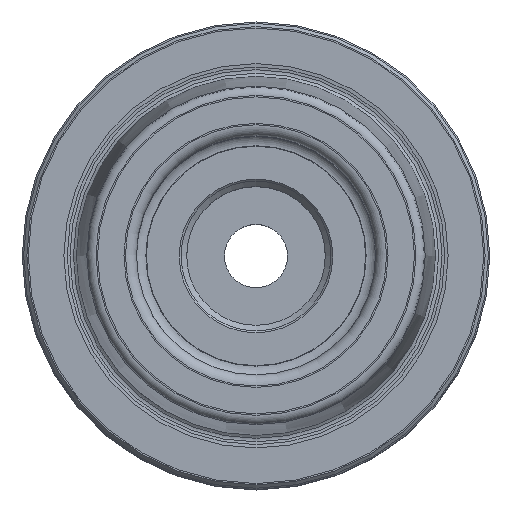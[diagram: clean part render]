
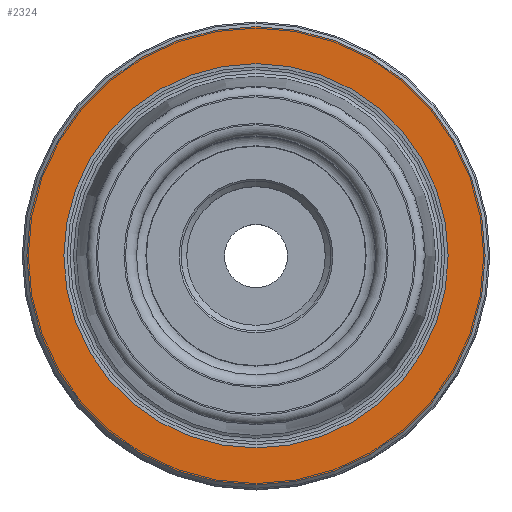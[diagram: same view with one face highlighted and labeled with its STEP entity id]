
A CAD part, top view. The second image highlights one B-rep face of the part: STEP entity #2324.
In plain terms, the highlighted planar face has unit normal (0, 0, 1).
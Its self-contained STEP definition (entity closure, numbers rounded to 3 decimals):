
#279=ORIENTED_EDGE('',*,*,#471,.T.);
#280=ORIENTED_EDGE('',*,*,#470,.F.);
#470=EDGE_CURVE('',#601,#601,#732,.T.);
#471=EDGE_CURVE('',#602,#602,#733,.T.);
#601=VERTEX_POINT('',#3406);
#602=VERTEX_POINT('',#3409);
#732=CIRCLE('',#2539,20.672);
#733=CIRCLE('',#2541,24.65);
#934=EDGE_LOOP('',(#279));
#935=EDGE_LOOP('',(#280));
#1196=FACE_BOUND('',#934,.T.);
#1197=FACE_BOUND('',#935,.T.);
#1322=PLANE('',#2540);
#2324=ADVANCED_FACE('',(#1196,#1197),#1322,.T.);
#2539=AXIS2_PLACEMENT_3D('',#3405,#2954,#2955);
#2540=AXIS2_PLACEMENT_3D('',#3407,#2956,#2957);
#2541=AXIS2_PLACEMENT_3D('',#3408,#2958,#2959);
#2954=DIRECTION('',(0.,0.,1.));
#2955=DIRECTION('',(1.,0.,0.));
#2956=DIRECTION('',(0.,0.,1.));
#2957=DIRECTION('',(1.,0.,0.));
#2958=DIRECTION('',(0.,0.,1.));
#2959=DIRECTION('',(1.,0.,0.));
#3405=CARTESIAN_POINT('',(0.,0.,0.2));
#3406=CARTESIAN_POINT('',(20.672,0.,0.2));
#3407=CARTESIAN_POINT('',(20.672,0.,0.2));
#3408=CARTESIAN_POINT('',(0.,0.,0.2));
#3409=CARTESIAN_POINT('',(24.65,0.,0.2));
